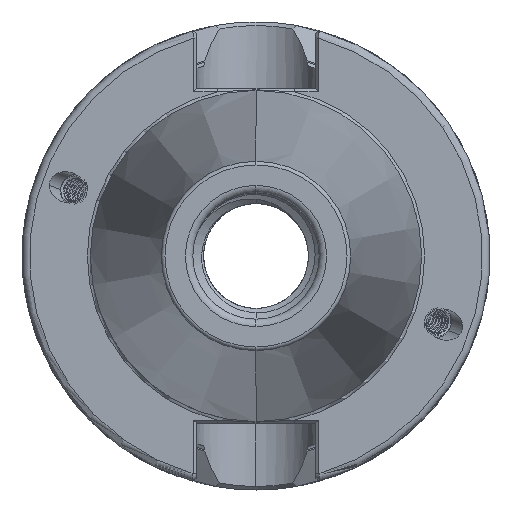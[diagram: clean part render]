
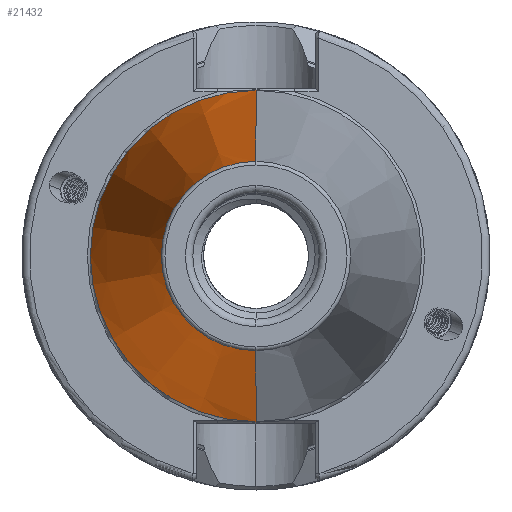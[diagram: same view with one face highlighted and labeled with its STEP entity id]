
A CAD part, left-side view. The second image highlights one B-rep face of the part: STEP entity #21432.
In plain terms, the highlighted conical face has half-angle 8.297 degrees and reference radius 22.298 mm.
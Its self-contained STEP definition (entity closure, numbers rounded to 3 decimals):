
#535 = VERTEX_POINT ( 'NONE', #24194 ) ;
#581 = VERTEX_POINT ( 'NONE', #24454 ) ;
#594 = VERTEX_POINT ( 'NONE', #24504 ) ;
#611 = VERTEX_POINT ( 'NONE', #17669 ) ;
#895 = EDGE_CURVE ( 'NONE', #611, #581, #2421, .T. ) ;
#900 = EDGE_CURVE ( 'NONE', #594, #611, #2429, .T. ) ;
#913 = EDGE_CURVE ( 'NONE', #594, #535, #2448, .T. ) ;
#937 = EDGE_CURVE ( 'NONE', #535, #581, #2441, .T. ) ;
#1639 = DIRECTION ( 'NONE',  ( 0., 0., -1. ) ) ;
#1656 = DIRECTION ( 'NONE',  ( 1., 0., 0. ) ) ;
#1660 = CARTESIAN_POINT ( 'NONE',  ( -1.5, 0., 0. ) ) ;
#1698 = AXIS2_PLACEMENT_3D ( 'NONE', #17057, #17051, #17073 ) ;
#1703 = AXIS2_PLACEMENT_3D ( 'NONE', #17125, #17072, #17048 ) ;
#2421 = CIRCLE ( 'NONE', #1698, 22.298 ) ;
#2429 = LINE ( 'NONE', #17108, #2430 ) ;
#2430 = VECTOR ( 'NONE', #17080, 1000. ) ;
#2441 = LINE ( 'NONE', #17180, #2450 ) ;
#2448 = CIRCLE ( 'NONE', #1703, 12.75 ) ;
#2450 = VECTOR ( 'NONE', #17158, 1000. ) ;
#7322 = AXIS2_PLACEMENT_3D ( 'NONE', #1660, #1656, #1639 ) ;
#7923 = CONICAL_SURFACE ( 'NONE', #7322, 22.298, 0.145 ) ;
#7938 = FACE_OUTER_BOUND ( 'NONE', #11118, .T. ) ;
#11118 = EDGE_LOOP ( 'NONE', ( #21701, #21734, #21759, #21724 ) ) ;
#17048 = DIRECTION ( 'NONE',  ( 0., 0., -1. ) ) ;
#17051 = DIRECTION ( 'NONE',  ( 1., 0., 0. ) ) ;
#17057 = CARTESIAN_POINT ( 'NONE',  ( -1.5, 0., 0. ) ) ;
#17072 = DIRECTION ( 'NONE',  ( 1., 0., 0. ) ) ;
#17073 = DIRECTION ( 'NONE',  ( 0., 0., -1. ) ) ;
#17080 = DIRECTION ( 'NONE',  ( 0.99, 0., -0.144 ) ) ;
#17108 = CARTESIAN_POINT ( 'NONE',  ( -1.5, 0., -22.298 ) ) ;
#17125 = CARTESIAN_POINT ( 'NONE',  ( -66.972, 0., 0. ) ) ;
#17158 = DIRECTION ( 'NONE',  ( 0.99, 0., 0.144 ) ) ;
#17180 = CARTESIAN_POINT ( 'NONE',  ( -1.5, 0., 22.298 ) ) ;
#17669 = CARTESIAN_POINT ( 'NONE',  ( -1.5, 0., -22.298 ) ) ;
#21432 = ADVANCED_FACE ( 'NONE', ( #7938 ), #7923, .T. ) ;
#21701 = ORIENTED_EDGE ( 'NONE', *, *, #913, .T. ) ;
#21724 = ORIENTED_EDGE ( 'NONE', *, *, #900, .F. ) ;
#21734 = ORIENTED_EDGE ( 'NONE', *, *, #937, .T. ) ;
#21759 = ORIENTED_EDGE ( 'NONE', *, *, #895, .F. ) ;
#24194 = CARTESIAN_POINT ( 'NONE',  ( -66.972, 0., 12.75 ) ) ;
#24454 = CARTESIAN_POINT ( 'NONE',  ( -1.5, 0., 22.298 ) ) ;
#24504 = CARTESIAN_POINT ( 'NONE',  ( -66.972, 0., -12.75 ) ) ;
